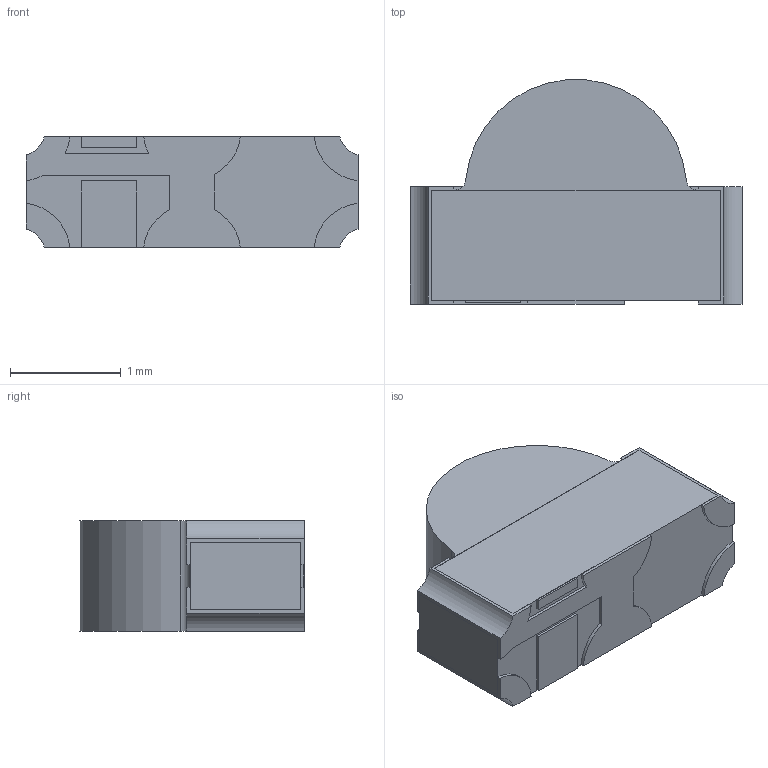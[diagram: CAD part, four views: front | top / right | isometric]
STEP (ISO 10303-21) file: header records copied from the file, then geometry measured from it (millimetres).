
FILE_DESCRIPTION (( 'STEP AP214' ), '1' );
FILE_NAME ('12-22.STEP', '2013-11-13T09:22:33', ( 'add' ), ( 'comp' ), 'SwSTEP 2.0', 'SolidWorks 2010', '' );
FILE_SCHEMA (( 'AUTOMOTIVE_DESIGN' ));
Length unit declared in the file: millimetre
Products named in the file (1): 12-22
Bounding box: 3 x 2.03 x 1 mm (x, y, z)
Volume: 4.6 mm3; surface area: 29.3 mm2
Topology: 7 solids, 7 shells, 93 faces, 237 edges, 158 vertices
Faces by surface type: plane 61, cylinder 32
Entity records: 3816 total; most frequent: DIRECTION 489, CARTESIAN_POINT 489, ORIENTED_EDGE 474, EDGE_CURVE 237, LINE 173, VECTOR 173, VERTEX_POINT 158, AXIS2_PLACEMENT_3D 158
